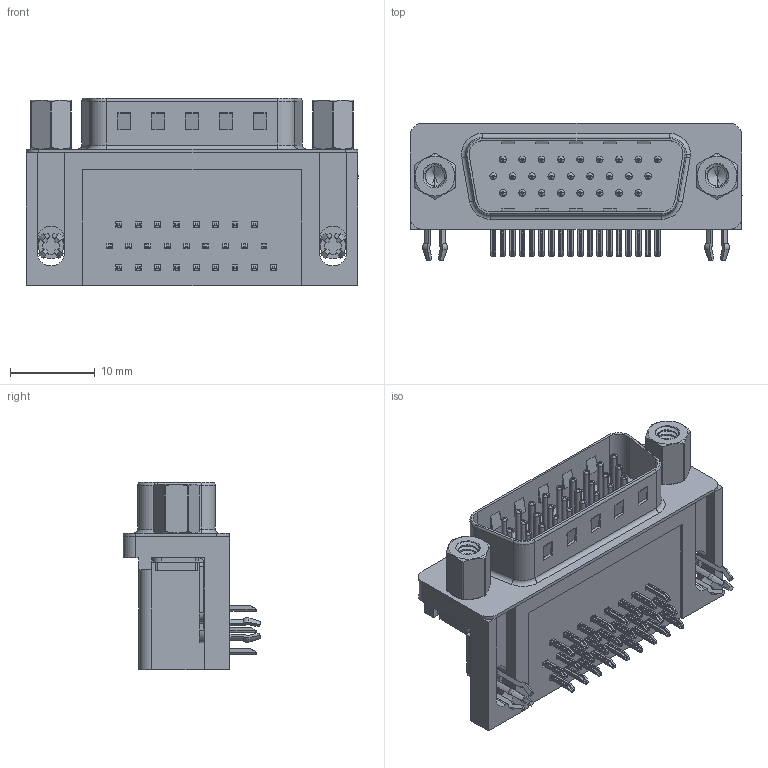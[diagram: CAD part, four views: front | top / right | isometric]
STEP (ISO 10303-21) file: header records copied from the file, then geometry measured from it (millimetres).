
FILE_DESCRIPTION (( 'STEP AP203' ), '1' );
FILE_NAME ('633-026-363-543.STEP', '2018-11-09T00:34:15', ( '' ), ( '' ), 'SwSTEP 2.0', 'SolidWorks 2016', '' );
FILE_SCHEMA (( 'CONFIG_CONTROL_DESIGN' ));
Length unit declared in the file: millimetre
Products named in the file (9): 633 4-40 Hex Standoff; 633-026-363-543; 633 Shell_26 Contact; 633 Contact Bottom; 633 Contact Middle; 633 Contact Top; 633 4 Prong Board Lock; 633 Housing_26 Contact; 633 4-40 Threaded Rivet
Assembly tree (34 placements, depth 2):
  633-026-363-543
    633 Housing_26 Contact
    633 Shell_26 Contact
    633 Contact Bottom  x8
    633 Contact Middle  x9
    633 Contact Top  x9
    633 4 Prong Board Lock  x2
    633 4-40 Threaded Rivet  x2
    633 4-40 Hex Standoff  x2
Bounding box: 39.22 x 16.25 x 22.1 mm (x, y, z)
Volume: 5809.8 mm3; surface area: 7777.4 mm2
Topology: 34 solids, 34 shells, 2544 faces, 6382 edges, 3965 vertices
Faces by surface type: plane 1485, cylinder 748, torus 219, cone 74, bspline 18
Entity records: 30111 total; most frequent: CARTESIAN_POINT 8506, DIRECTION 4225, ORIENTED_EDGE 4122, EDGE_CURVE 2061, AXIS2_PLACEMENT_3D 1453, VERTEX_POINT 1323, VECTOR 1319, LINE 1319
